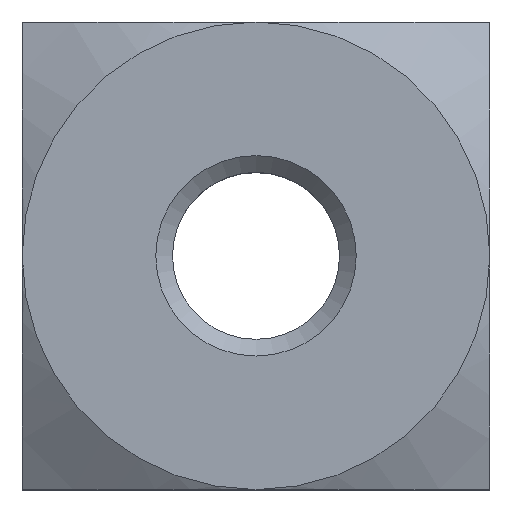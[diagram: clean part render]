
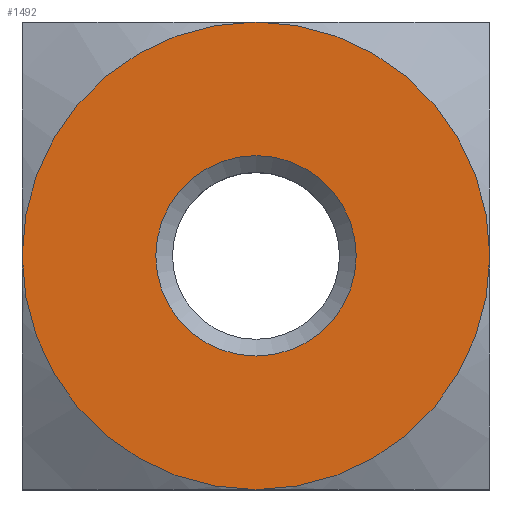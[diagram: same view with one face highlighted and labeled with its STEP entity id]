
A CAD part, top view. The second image highlights one B-rep face of the part: STEP entity #1492.
In plain terms, the highlighted planar face has unit normal (0, 0, 1).
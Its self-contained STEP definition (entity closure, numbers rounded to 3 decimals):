
#367=PLANE($,#1618);
#473=FACE_BOUND($,#629,.T.);
#501=FACE_OUTER_BOUND($,#628,.T.);
#628=EDGE_LOOP($,(#1156,#1157,#1158,#1159));
#629=EDGE_LOOP($,(#1160));
#702=CIRCLE($,#1569,1.5);
#721=CIRCLE($,#1611,3.5);
#722=CIRCLE($,#1613,3.5);
#723=CIRCLE($,#1615,3.5);
#724=CIRCLE($,#1617,3.5);
#725=VERTEX_POINT($,#2109);
#781=VERTEX_POINT($,#2239);
#783=VERTEX_POINT($,#2250);
#785=VERTEX_POINT($,#2260);
#787=VERTEX_POINT($,#2270);
#852=EDGE_CURVE($,#725,#725,#702,.T.);
#919=EDGE_CURVE($,#783,#785,#721,.T.);
#920=EDGE_CURVE($,#781,#783,#722,.T.);
#921=EDGE_CURVE($,#781,#787,#723,.T.);
#922=EDGE_CURVE($,#785,#787,#724,.T.);
#1156=ORIENTED_EDGE($,*,*,#919,.T.);
#1157=ORIENTED_EDGE($,*,*,#922,.T.);
#1158=ORIENTED_EDGE($,*,*,#921,.F.);
#1159=ORIENTED_EDGE($,*,*,#920,.T.);
#1160=ORIENTED_EDGE($,*,*,#852,.T.);
#1492=ADVANCED_FACE($,(#501,#473),#367,.T.);
#1569=AXIS2_PLACEMENT_3D($,#2110,#1695,#1696);
#1611=AXIS2_PLACEMENT_3D($,#2278,#1819,#1820);
#1613=AXIS2_PLACEMENT_3D($,#2280,#1823,#1824);
#1615=AXIS2_PLACEMENT_3D($,#2282,#1827,#1828);
#1617=AXIS2_PLACEMENT_3D($,#2284,#1831,#1832);
#1618=AXIS2_PLACEMENT_3D($,#2285,#1833,#1834);
#1695=DIRECTION('center_axis',(0.,0.,-1.));
#1696=DIRECTION('ref_axis',(1.,0.,0.));
#1819=DIRECTION('center_axis',(0.,0.,1.));
#1820=DIRECTION('ref_axis',(1.,0.,0.));
#1823=DIRECTION('center_axis',(0.,0.,1.));
#1824=DIRECTION('ref_axis',(1.,0.,0.));
#1827=DIRECTION('center_axis',(0.,0.,-1.));
#1828=DIRECTION('ref_axis',(-1.,0.,0.));
#1831=DIRECTION('center_axis',(0.,0.,1.));
#1832=DIRECTION('ref_axis',(1.,0.,0.));
#1833=DIRECTION('center_axis',(0.,0.,1.));
#1834=DIRECTION('ref_axis',(1.,0.,0.));
#2109=CARTESIAN_POINT('',(1.5,0.,3.));
#2110=CARTESIAN_POINT('Origin',(0.,0.,3.));
#2239=CARTESIAN_POINT('',(-3.5,0.,3.));
#2250=CARTESIAN_POINT('',(0.,-3.5,3.));
#2260=CARTESIAN_POINT('',(3.5,0.,3.));
#2270=CARTESIAN_POINT('',(0.,3.5,3.));
#2278=CARTESIAN_POINT('Origin',(0.,0.,3.));
#2280=CARTESIAN_POINT('Origin',(0.,0.,3.));
#2282=CARTESIAN_POINT('Origin',(0.,0.,3.));
#2284=CARTESIAN_POINT('Origin',(0.,0.,3.));
#2285=CARTESIAN_POINT('Origin',(-3.5,-3.5,3.));
